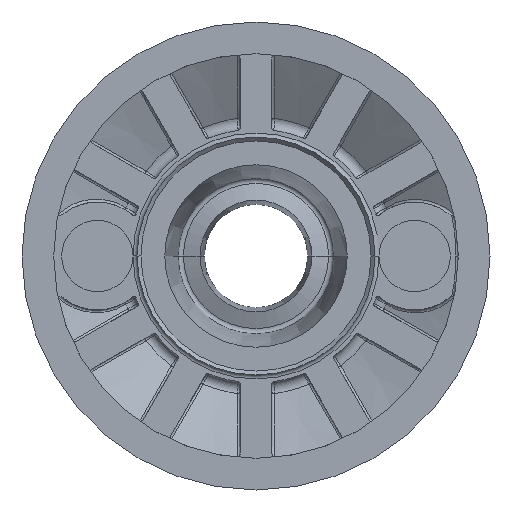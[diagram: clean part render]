
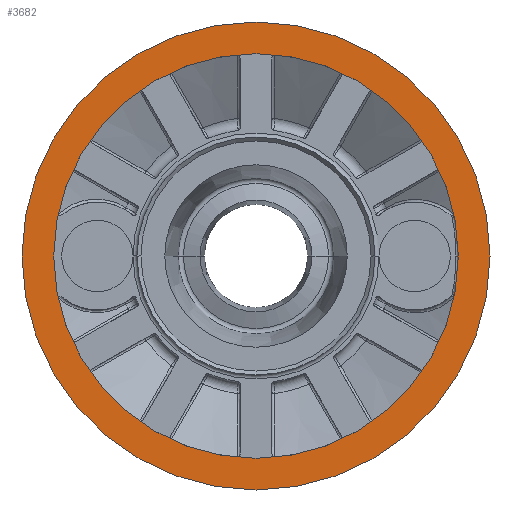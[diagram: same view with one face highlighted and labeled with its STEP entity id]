
A CAD part, front view. The second image highlights one B-rep face of the part: STEP entity #3682.
In plain terms, the highlighted planar face has unit normal (0, -1, 0).
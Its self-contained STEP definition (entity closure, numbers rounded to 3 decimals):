
#47 = EDGE_LOOP ( 'NONE', ( #3567, #6029 ) ) ;
#282 = CARTESIAN_POINT ( 'NONE',  ( 4., 0., 0. ) ) ;
#362 = CIRCLE ( 'NONE', #831, 29.5 ) ;
#523 = DIRECTION ( 'NONE',  ( 0., 1., 0. ) ) ;
#689 = CARTESIAN_POINT ( 'NONE',  ( 29.5, 0., 0. ) ) ;
#698 = AXIS2_PLACEMENT_3D ( 'NONE', #2953, #6544, #3484 ) ;
#788 = EDGE_CURVE ( 'NONE', #871, #5806, #362, .T. ) ;
#831 = AXIS2_PLACEMENT_3D ( 'NONE', #4634, #1481, #5146 ) ;
#838 = CIRCLE ( 'NONE', #2896, 25.5 ) ;
#871 = VERTEX_POINT ( 'NONE', #2629 ) ;
#904 = CARTESIAN_POINT ( 'NONE',  ( 4., 0., 0. ) ) ;
#908 = FACE_OUTER_BOUND ( 'NONE', #5612, .T. ) ;
#1213 = DIRECTION ( 'NONE',  ( -1., 0., 0. ) ) ;
#1244 = VERTEX_POINT ( 'NONE', #3094 ) ;
#1481 = DIRECTION ( 'NONE',  ( 0., 1., 0. ) ) ;
#1491 = EDGE_CURVE ( 'NONE', #5806, #871, #2847, .T. ) ;
#1695 = CARTESIAN_POINT ( 'NONE',  ( 59., 0., 0. ) ) ;
#2441 = EDGE_CURVE ( 'NONE', #3023, #1244, #3901, .T. ) ;
#2443 = AXIS2_PLACEMENT_3D ( 'NONE', #3699, #523, #4208 ) ;
#2512 = DIRECTION ( 'NONE',  ( 1., 0., 0. ) ) ;
#2629 = CARTESIAN_POINT ( 'NONE',  ( 0., 0., 0. ) ) ;
#2847 = CIRCLE ( 'NONE', #698, 29.5 ) ;
#2896 = AXIS2_PLACEMENT_3D ( 'NONE', #689, #4379, #1213 ) ;
#2938 = EDGE_CURVE ( 'NONE', #1244, #3023, #838, .T. ) ;
#2953 = CARTESIAN_POINT ( 'NONE',  ( 29.5, 0., 0. ) ) ;
#3023 = VERTEX_POINT ( 'NONE', #282 ) ;
#3094 = CARTESIAN_POINT ( 'NONE',  ( 55., 0., 0. ) ) ;
#3484 = DIRECTION ( 'NONE',  ( -1., 0., 0. ) ) ;
#3539 = PLANE ( 'NONE',  #4755 ) ;
#3567 = ORIENTED_EDGE ( 'NONE', *, *, #2441, .T. ) ;
#3682 = ADVANCED_FACE ( 'NONE', ( #6130, #908 ), #3539, .T. ) ;
#3699 = CARTESIAN_POINT ( 'NONE',  ( 29.5, 0., 0. ) ) ;
#3901 = CIRCLE ( 'NONE', #2443, 25.5 ) ;
#4208 = DIRECTION ( 'NONE',  ( -1., 0., 0. ) ) ;
#4379 = DIRECTION ( 'NONE',  ( 0., 1., 0. ) ) ;
#4634 = CARTESIAN_POINT ( 'NONE',  ( 29.5, 0., 0. ) ) ;
#4755 = AXIS2_PLACEMENT_3D ( 'NONE', #904, #5615, #2512 ) ;
#5146 = DIRECTION ( 'NONE',  ( -1., 0., 0. ) ) ;
#5612 = EDGE_LOOP ( 'NONE', ( #6132, #6074 ) ) ;
#5615 = DIRECTION ( 'NONE',  ( 0., -1., 0. ) ) ;
#5806 = VERTEX_POINT ( 'NONE', #1695 ) ;
#6029 = ORIENTED_EDGE ( 'NONE', *, *, #2938, .T. ) ;
#6074 = ORIENTED_EDGE ( 'NONE', *, *, #788, .F. ) ;
#6130 = FACE_BOUND ( 'NONE', #47, .T. ) ;
#6132 = ORIENTED_EDGE ( 'NONE', *, *, #1491, .F. ) ;
#6544 = DIRECTION ( 'NONE',  ( 0., 1., 0. ) ) ;
